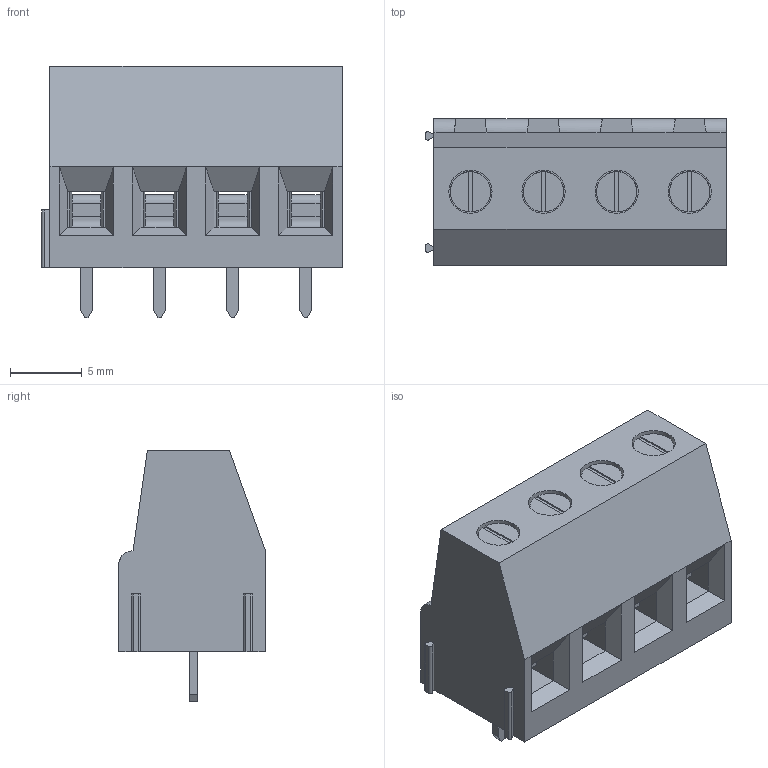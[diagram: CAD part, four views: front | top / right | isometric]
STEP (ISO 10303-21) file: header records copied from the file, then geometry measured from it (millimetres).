
FILE_DESCRIPTION (( 'STEP AP214' ), '1' );
FILE_NAME ('CONN-TH_4P-P5.08_DIBO_DB128V-5.08.step', '2022-07-29T17:37:34', ( '' ), ( '' ), 'SwSTEP 2.0', 'SolidWorks 2020', '' );
FILE_SCHEMA (( 'AUTOMOTIVE_DESIGN' ));
Length unit declared in the file: millimetre
Products named in the file (1): CONN-TH_4P-P5.08_DIBO_DB128V-5.08
Bounding box: 20.89 x 10.2 x 17.5 mm (x, y, z)
Volume: 2116.5 mm3; surface area: 2005.4 mm2
Topology: 14 solids, 14 shells, 567 faces, 1512 edges, 992 vertices
Faces by surface type: plane 390, bspline 112, cylinder 65
Entity records: 25096 total; most frequent: CARTESIAN_POINT 5252, ORIENTED_EDGE 3024, DIRECTION 2302, EDGE_CURVE 1512, LINE 1138, VECTOR 1138, VERTEX_POINT 992, EDGE_LOOP 606
